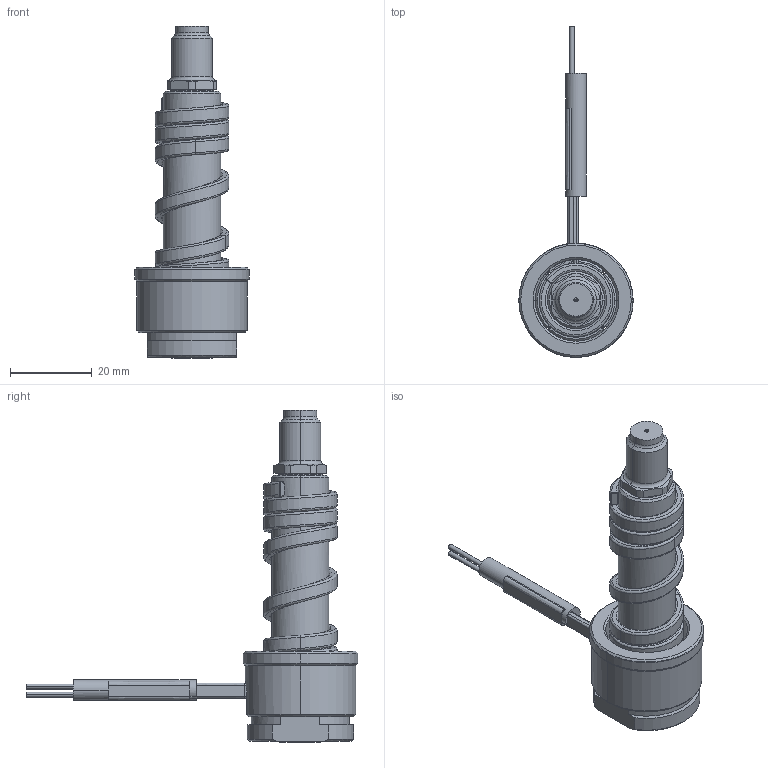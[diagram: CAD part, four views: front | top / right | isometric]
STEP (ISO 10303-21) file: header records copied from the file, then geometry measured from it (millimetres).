
FILE_DESCRIPTION((''),'2;1');
FILE_NAME('ML-76-BEV-N','2014-02-25T',('Íàòàëüÿ'),('IMID'),'PRO/ENGINEER BY PARAMETRIC TECHNOLOGY CORPORATION, 2010180','PRO/ENGINEER BY PARAMETRIC TECHNOLOGY CORPORATION, 2010180','');
FILE_SCHEMA(('CONFIG_CONTROL_DESIGN'));
Length unit declared in the file: millimetre
Products named in the file (1): ML-76-BEV-N
Bounding box: 28 x 81 x 81.2 mm (x, y, z)
Volume: 19682.9 mm3; surface area: 14051.7 mm2
Topology: 1 solids, 13 shells, 345 faces, 910 edges, 549 vertices
Faces by surface type: cylinder 116, plane 62, cone 58, bspline 57, torus 30, revolution 9, extrusion 7, sphere 6
Entity records: 17649 total; most frequent: CARTESIAN_POINT 9416, ORIENTED_EDGE 1772, DIRECTION 1629, EDGE_CURVE 906, AXIS2_PLACEMENT_3D 662, VERTEX_POINT 549, CIRCLE 389, EDGE_LOOP 375
